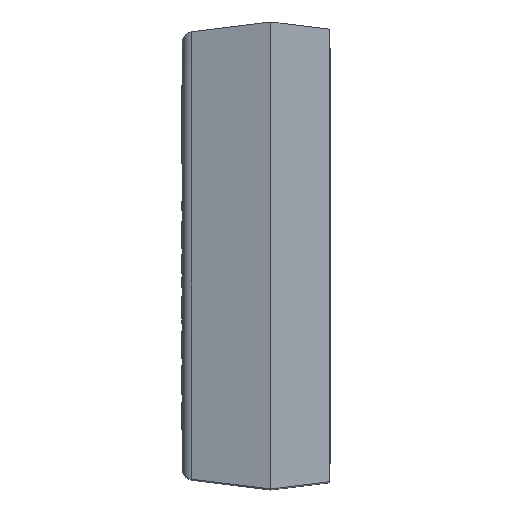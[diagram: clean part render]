
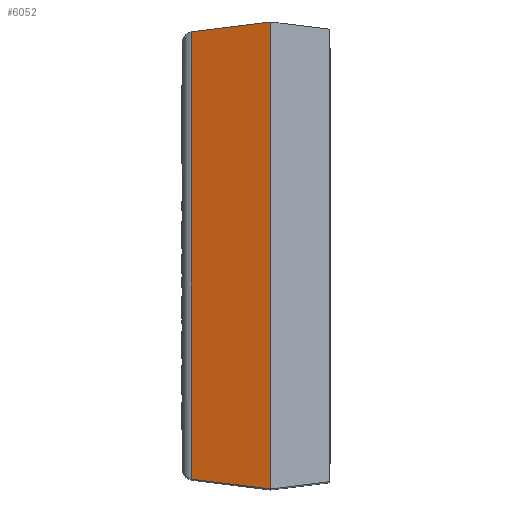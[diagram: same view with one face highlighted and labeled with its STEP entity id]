
A CAD part, top view. The second image highlights one B-rep face of the part: STEP entity #6052.
In plain terms, the highlighted planar face has unit normal (-0.259, 0, 0.966).
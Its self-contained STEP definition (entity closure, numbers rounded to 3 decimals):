
#333=PLANE('',#6425);
#549=FACE_OUTER_BOUND('',#897,.T.);
#897=EDGE_LOOP('',(#4105,#4106,#4107,#4108,#4109,#4110));
#1263=LINE('',#8955,#1911);
#1265=LINE('',#8961,#1913);
#1266=LINE('',#8963,#1914);
#1267=LINE('',#8965,#1915);
#1911=VECTOR('',#7065,1.);
#1913=VECTOR('',#7071,1000.);
#1914=VECTOR('',#7072,1000.);
#1915=VECTOR('',#7073,1000.);
#2552=ELLIPSE('',#6422,0.414,0.4);
#2554=ELLIPSE('',#6426,0.414,0.4);
#2567=VERTEX_POINT('',#8943);
#2571=VERTEX_POINT('',#8950);
#2572=VERTEX_POINT('',#8954);
#2574=VERTEX_POINT('',#8960);
#2575=VERTEX_POINT('',#8962);
#2576=VERTEX_POINT('',#8964);
#3179=EDGE_CURVE('',#2571,#2567,#2552,.T.);
#3180=EDGE_CURVE('',#2567,#2572,#1263,.T.);
#3183=EDGE_CURVE('',#2574,#2571,#1265,.T.);
#3184=EDGE_CURVE('',#2575,#2574,#1266,.T.);
#3185=EDGE_CURVE('',#2575,#2576,#1267,.T.);
#3186=EDGE_CURVE('',#2572,#2576,#2554,.T.);
#4105=ORIENTED_EDGE('',*,*,#3179,.F.);
#4106=ORIENTED_EDGE('',*,*,#3183,.F.);
#4107=ORIENTED_EDGE('',*,*,#3184,.F.);
#4108=ORIENTED_EDGE('',*,*,#3185,.T.);
#4109=ORIENTED_EDGE('',*,*,#3186,.F.);
#4110=ORIENTED_EDGE('',*,*,#3180,.F.);
#6052=ADVANCED_FACE('',(#549),#333,.F.);
#6422=AXIS2_PLACEMENT_3D('',#8952,#7061,#7062);
#6425=AXIS2_PLACEMENT_3D('',#8959,#7069,#7070);
#6426=AXIS2_PLACEMENT_3D('',#8966,#7074,#7075);
#7061=DIRECTION('center_axis',(0.259,0.,-0.966));
#7062=DIRECTION('ref_axis',(-0.966,0.,-0.259));
#7065=DIRECTION('',(0.,1.,0.));
#7069=DIRECTION('center_axis',(0.259,0.,-0.966));
#7070=DIRECTION('ref_axis',(0.966,0.,0.259));
#7071=DIRECTION('',(-0.959,0.118,-0.257));
#7072=DIRECTION('',(0.,-1.,0.));
#7073=DIRECTION('',(-0.959,-0.118,-0.257));
#7074=DIRECTION('center_axis',(0.259,0.,-0.966));
#7075=DIRECTION('ref_axis',(-0.966,0.,-0.259));
#8943=CARTESIAN_POINT('',(-1.994,-7.564,24.546));
#8950=CARTESIAN_POINT('',(-1.939,-7.575,24.56));
#8952=CARTESIAN_POINT('Origin',(-1.89,-7.178,24.573));
#8954=CARTESIAN_POINT('',(-1.994,7.564,24.546));
#8955=CARTESIAN_POINT('',(-1.994,7.9,24.546));
#8959=CARTESIAN_POINT('Origin',(-2.29,7.9,24.466));
#8960=CARTESIAN_POINT('',(0.71,-7.9,25.27));
#8961=CARTESIAN_POINT('',(-4.033,-7.318,23.999));
#8962=CARTESIAN_POINT('',(0.71,7.9,25.27));
#8963=CARTESIAN_POINT('',(0.71,7.9,25.27));
#8964=CARTESIAN_POINT('',(-1.939,7.575,24.56));
#8965=CARTESIAN_POINT('',(-2.248,7.537,24.477));
#8966=CARTESIAN_POINT('Origin',(-1.89,7.178,24.573));
